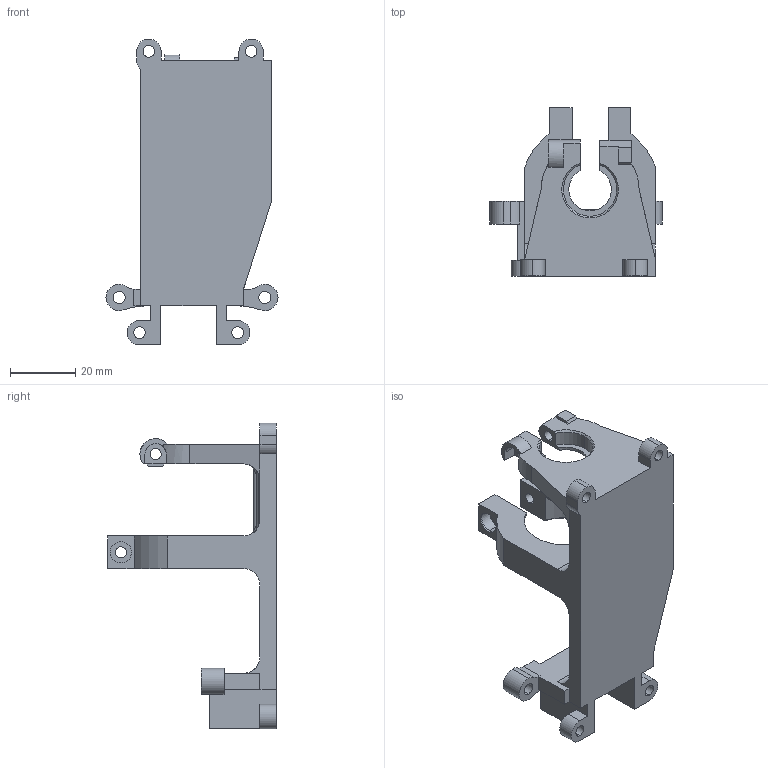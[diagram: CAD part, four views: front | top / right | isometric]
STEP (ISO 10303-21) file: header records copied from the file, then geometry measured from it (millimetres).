
FILE_DESCRIPTION (( 'STEP AP214' ), '1' );
FILE_NAME ('Pce_Bati_Excentrique_V202004051845.STEP', '2020-04-06T21:43:23', ( '' ), ( '' ), 'SwSTEP 2.0', 'SolidWorks 2019', '' );
FILE_SCHEMA (( 'AUTOMOTIVE_DESIGN' ));
Length unit declared in the file: millimetre
Products named in the file (1): Pce_Bati_Excentrique_V202004051845
Bounding box: 52.6 x 51.57 x 93.5 mm (x, y, z)
Volume: 34338.8 mm3; surface area: 17144 mm2
Topology: 1 solids, 1 shells, 178 faces, 501 edges, 328 vertices
Faces by surface type: plane 90, cylinder 74, cone 10, bspline 4
Entity records: 6256 total; most frequent: CARTESIAN_POINT 1534, ORIENTED_EDGE 1002, DIRECTION 961, EDGE_CURVE 501, VERTEX_POINT 328, LINE 323, VECTOR 323, AXIS2_PLACEMENT_3D 319
